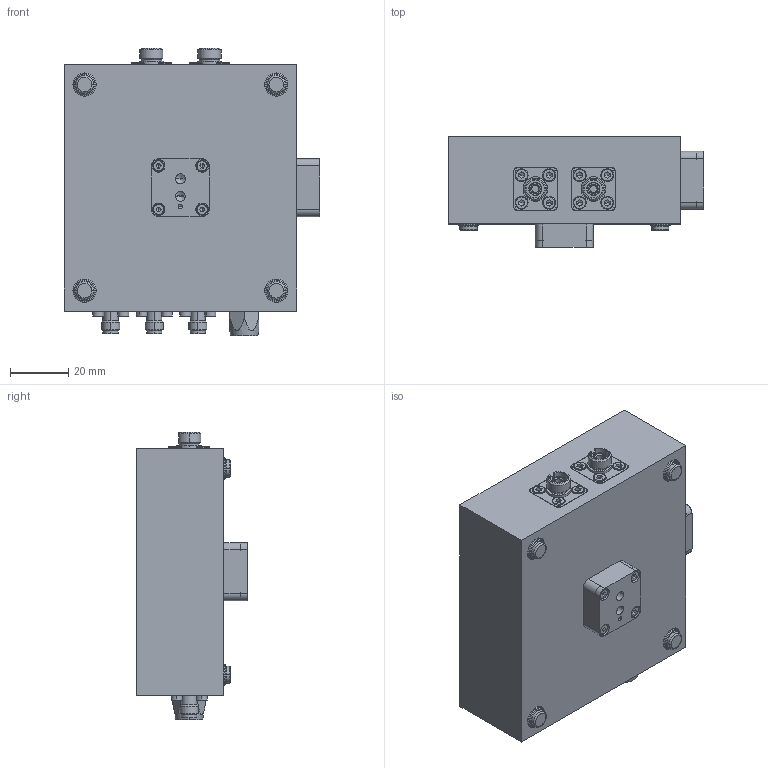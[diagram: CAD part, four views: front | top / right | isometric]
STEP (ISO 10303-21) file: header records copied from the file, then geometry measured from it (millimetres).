
FILE_DESCRIPTION (( 'STEP AP214' ), '1' );
FILE_NAME ('MTN005465-E0W.STEP', '2015-10-30T15:24:47', ( 'tempinstall' ), ( '' ), 'SwSTEP 2.0', 'SolidWorks 2014', '' );
FILE_SCHEMA (( 'AUTOMOTIVE_DESIGN' ));
Length unit declared in the file: millimetre
Products named in the file (1): MTN005465-E0W
Bounding box: 88 x 38 x 99 mm (x, y, z)
Volume: 87718.8 mm3; surface area: 57809.1 mm2
Topology: 90 solids, 92 shells, 3015 faces, 7411 edges, 4714 vertices
Faces by surface type: plane 1747, cylinder 584, bspline 346, cone 202, torus 136
Entity records: 138863 total; most frequent: CARTESIAN_POINT 34743, ORIENTED_EDGE 14622, DIRECTION 13717, EDGE_CURVE 7311, LINE 4861, VECTOR 4861, VERTEX_POINT 4714, AXIS2_PLACEMENT_3D 4428
